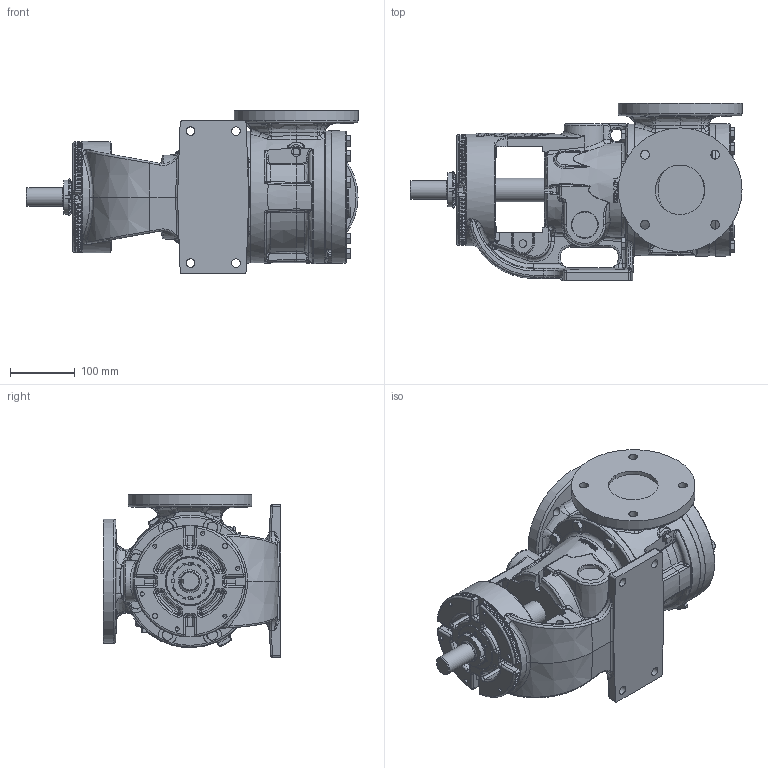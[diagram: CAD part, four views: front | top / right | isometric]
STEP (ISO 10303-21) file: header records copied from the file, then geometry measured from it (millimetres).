
FILE_DESCRIPTION (( 'STEP AP214' ), '1' );
FILE_NAME ('K224A_3in.STEP', '2018-08-02T13:05:50', ( '' ), ( '' ), 'SwSTEP 2.0', 'SolidWorks 2017', '' );
FILE_SCHEMA (( 'AUTOMOTIVE_DESIGN' ));
Length unit declared in the file: inch
Products named in the file (1): K224A_3in
Bounding box: 511.01 x 273.05 x 250.82 mm (x, y, z)
Volume: 11019341.4 mm3; surface area: 648892.4 mm2
Topology: 1 solids, 1 shells, 2468 faces, 6247 edges, 3782 vertices
Faces by surface type: plane 783, bspline 656, cone 519, cylinder 324, torus 136, sphere 50
Full cylindrical faces by diameter (mm): 3.048 x1, 5.016 x6, 6.35 x6, 6.528 x2, 7.937 x4, 11.506 x1, 13.487 x4, 13.492 x8, 15.875 x14, 28.55 x1, 35.065 x1, 36.493 x1, 40.869 x1, 43.434 x1, 133.35 x1, 139.624 x1, 139.7 x1, 171.45 x1, 190.5 x2, 203.2 x2
Entity records: 170390 total; most frequent: CARTESIAN_POINT 86951, ORIENTED_EDGE 12034, DIRECTION 9383, EDGE_CURVE 6017, AXIS2_PLACEMENT_3D 3891, VERTEX_POINT 3718, EDGE_LOOP 2673, FACE_OUTER_BOUND 2540
